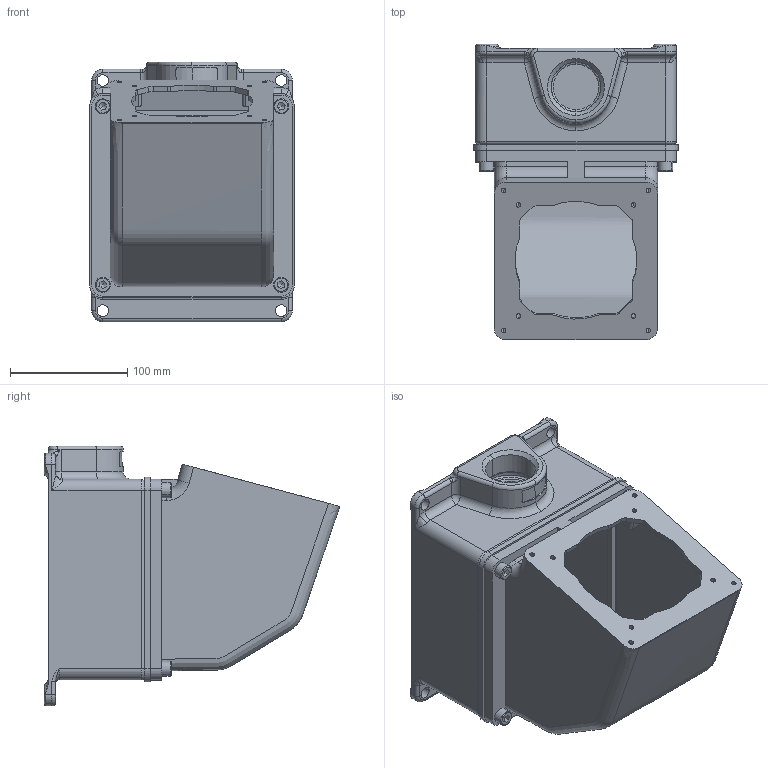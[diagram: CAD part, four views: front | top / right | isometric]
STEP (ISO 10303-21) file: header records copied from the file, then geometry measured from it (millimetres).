
FILE_DESCRIPTION (( 'STEP AP203' ), '1' );
FILE_NAME ('FW60100A.STEP', '2022-08-30T10:30:33', ( '' ), ( '' ), 'SwSTEP 2.0', 'SolidWorks 2021', '' );
FILE_SCHEMA (( 'CONFIG_CONTROL_DESIGN' ));
Length unit declared in the file: millimetre
Products named in the file (1): FW60100A
Bounding box: 174.75 x 252.45 x 222 mm (x, y, z)
Volume: 1162967.3 mm3; surface area: 422949.8 mm2
Topology: 8 solids, 8 shells, 696 faces, 1740 edges, 1064 vertices
Faces by surface type: cylinder 252, plane 213, torus 136, bspline 49, sphere 26, cone 20
Entity records: 26957 total; most frequent: CARTESIAN_POINT 10471, DIRECTION 3571, ORIENTED_EDGE 3404, EDGE_CURVE 1702, AXIS2_PLACEMENT_3D 1419, VERTEX_POINT 1056, CIRCLE 771, EDGE_LOOP 760
